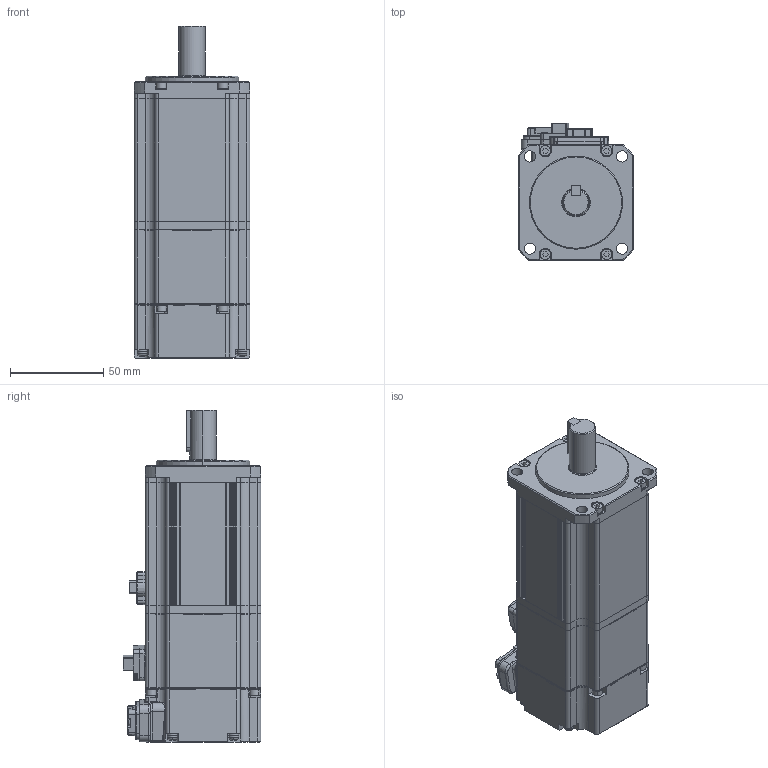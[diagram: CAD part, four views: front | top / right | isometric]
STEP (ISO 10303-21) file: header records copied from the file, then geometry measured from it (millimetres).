
FILE_DESCRIPTION (( 'STEP AP214' ), '1' );
FILE_NAME ('SLM06GA003G03_Out Line(APMC-FBL04AMK2).STEP', '2019-07-25T03:19:17', ( '' ), ( '' ), 'SwSTEP 2.0', 'SolidWorks 2011', '' );
FILE_SCHEMA (( 'AUTOMOTIVE_DESIGN' ));
Length unit declared in the file: millimetre
Products named in the file (1): SLM06GA003G03_Out Line(APMC-FBL04AMK2)
Bounding box: 62 x 73.8 x 178.2 mm (x, y, z)
Volume: 516213.6 mm3; surface area: 103517.3 mm2
Topology: 51 solids, 51 shells, 2086 faces, 5426 edges, 3528 vertices
Faces by surface type: plane 1284, cylinder 582, bspline 114, cone 77, torus 29
Entity records: 91722 total; most frequent: CARTESIAN_POINT 17038, ORIENTED_EDGE 10846, DIRECTION 10212, EDGE_CURVE 5423, LINE 3672, VECTOR 3672, VERTEX_POINT 3528, AXIS2_PLACEMENT_3D 3270
